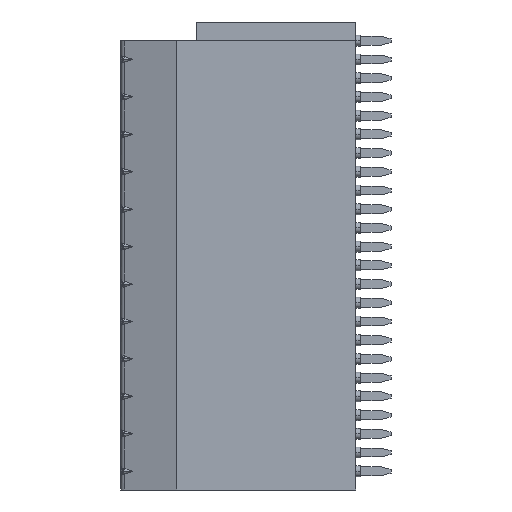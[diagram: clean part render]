
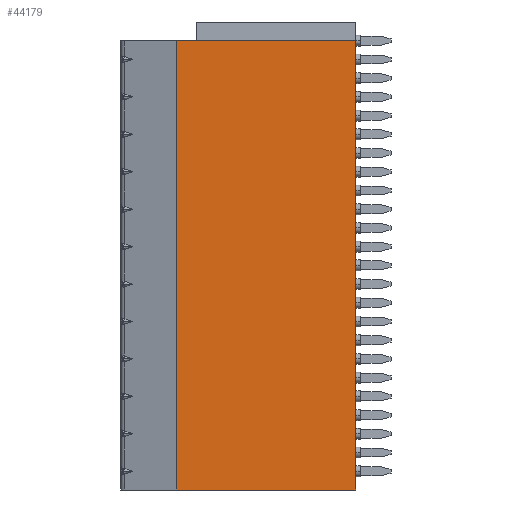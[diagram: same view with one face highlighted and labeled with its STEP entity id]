
A CAD part, left-side view. The second image highlights one B-rep face of the part: STEP entity #44179.
In plain terms, the highlighted planar face has unit normal (-1, 0, 0).
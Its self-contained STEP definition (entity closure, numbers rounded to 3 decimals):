
#1745 = EDGE_CURVE('',#1746,#1748,#1750,.T.);
#1746 = VERTEX_POINT('',#1747);
#1747 = CARTESIAN_POINT('',(-43.855,31.328,3.81));
#1748 = VERTEX_POINT('',#1749);
#1749 = CARTESIAN_POINT('',(-43.855,13.121,3.81));
#1750 = LINE('',#1751,#1752);
#1751 = CARTESIAN_POINT('',(-43.855,-14.954,3.81));
#1752 = VECTOR('',#1753,1.);
#1753 = DIRECTION('',(0.,-1.,0.));
#30130 = EDGE_CURVE('',#30131,#1746,#30133,.T.);
#30131 = VERTEX_POINT('',#30132);
#30132 = CARTESIAN_POINT('',(-43.855,31.328,-41.91));
#30133 = LINE('',#30134,#30135);
#30134 = CARTESIAN_POINT('',(-43.855,31.328,-41.195));
#30135 = VECTOR('',#30136,1.);
#30136 = DIRECTION('',(0.,0.,1.));
#44179 = ADVANCED_FACE('',(#44180),#44198,.T.);
#44180 = FACE_BOUND('',#44181,.T.);
#44181 = EDGE_LOOP('',(#44182,#44183,#44191,#44197));
#44182 = ORIENTED_EDGE('',*,*,#30130,.F.);
#44183 = ORIENTED_EDGE('',*,*,#44184,.F.);
#44184 = EDGE_CURVE('',#44185,#30131,#44187,.T.);
#44185 = VERTEX_POINT('',#44186);
#44186 = CARTESIAN_POINT('',(-43.855,13.121,-41.91));
#44187 = LINE('',#44188,#44189);
#44188 = CARTESIAN_POINT('',(-43.855,-14.954,-41.91));
#44189 = VECTOR('',#44190,1.);
#44190 = DIRECTION('',(0.,1.,0.));
#44191 = ORIENTED_EDGE('',*,*,#44192,.T.);
#44192 = EDGE_CURVE('',#44185,#1748,#44193,.T.);
#44193 = LINE('',#44194,#44195);
#44194 = CARTESIAN_POINT('',(-43.855,13.121,-33.575));
#44195 = VECTOR('',#44196,1.);
#44196 = DIRECTION('',(0.,0.,1.));
#44197 = ORIENTED_EDGE('',*,*,#1745,.F.);
#44198 = PLANE('',#44199);
#44199 = AXIS2_PLACEMENT_3D('',#44200,#44201,#44202);
#44200 = CARTESIAN_POINT('',(-43.855,28.521,-36.195));
#44201 = DIRECTION('',(-1.,0.,0.));
#44202 = DIRECTION('',(0.,-1.,0.));
